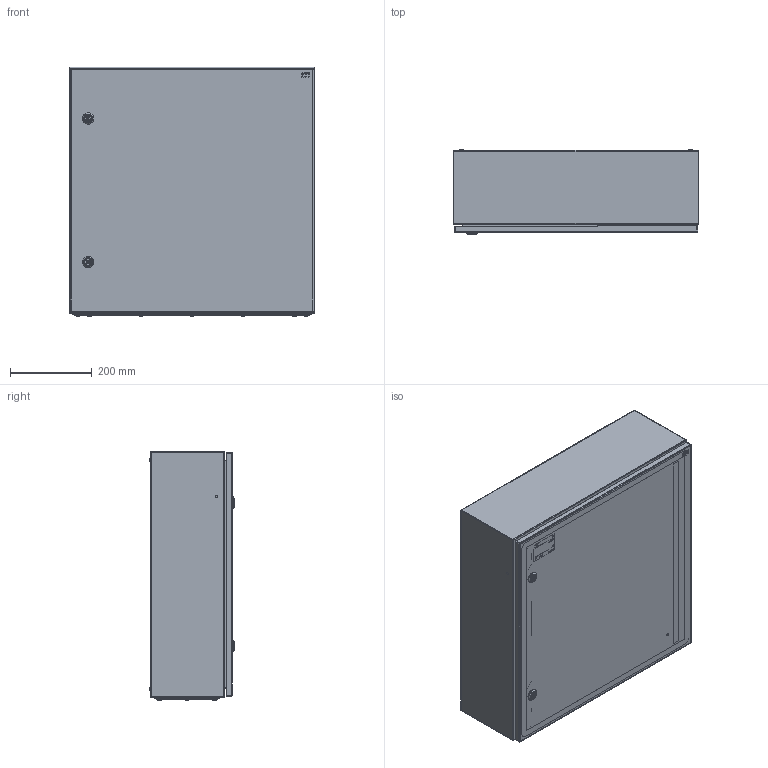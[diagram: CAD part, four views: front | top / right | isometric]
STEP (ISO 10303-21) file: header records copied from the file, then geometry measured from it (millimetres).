
FILE_DESCRIPTION((''),'2;1');
FILE_NAME('GT_60_60_20_ASM','2021-11-04T',('marketing.praksa'),('Audax d.o.o.'),'CREO PARAMETRIC BY PTC INC, 2017480','CREO PARAMETRIC BY PTC INC, 2017480','');
FILE_SCHEMA(('AUTOMOTIVE_DESIGN { 1 0 10303 214 1 1 1 1 }'));
Products named in the file (47): KOR_GT_60-60-20_1; PRZEPUST_1_2_3_4_5_6_7_8_9_1; ZAWIAS_1_2_3_4_5_6_7_8_9_1; TULEJA_1_2_3_4_5_6_7_8_9_1; PLYTA_1_2_3_4_5_6_7_8_9_1; NAKRETKA_M8_1_2_3_4_5_6_7_8_9_1; ZASLEPKA_10_7_1_2_3_4_5_6_7__12; DRZWI_1_2_3_4_5_6_7_8_9_1_42_1; DRZWI_1_2_3_4_5_6_7_8_9_1_43_1; ZAWIAS_3_ST47_002_ELEMENT-44655; ZAWIAS_3_ST47_002_ELEMENT-44656; DRZWI_1_2_3_4_5_6_7_8_9_1_44_1; DRZWI_1_2_3_4_5_6_7_8_9_1_45_1; DRZWI_1_2_3_4_5_6_7_8_9_1_46_1; 1_EB_1000-U6_H__KORPUS-44660_1; 1_EB_1000-U6_H__WK_ADKA-44661_1; 1_EB_1000-U6_H__SRUBA-44662_1; DRZWI_1_2_3_4_5_6_7_8_9_1_47_1; 1_EB_1000-U6_H__NAKR_TKA-44664_; DRZWI_1_2_3_4_5_6_7_8_9_1_48_1; 1_EB_1000-U6_H__KORPUS-44666_1; 1_EB_1000-U6_H__WK_ADKA-44667_1; 1_EB_1000-U6_H__SRUBA-44668_1; DRZWI_1_2_3_4_5_6_7_8_9_1_49_1; 1_EB_1000-U6_H__NAKR_TKA-44670_; DRZWI_1_2_3_4_5_6_7_8_9__50_1; DRZWI_1_2_3_4_5_6_7_8_9__51_1; DRZWI_1_2_3_4_5_6_7_8_9__52_1; ANSI_B27_7M_3CMI-4-44674_1; ANSI_B27_7M_3CMI-4-44675_1; DRZWI_1_2_3_4_5_6_7_8_9__54_1; ETI_LOGO_1_1_1_1_1_2_3_4_5_6_10; ETI_LOGO_2_1_1_1_1_2_3_4_5_6_10; ETI_LOGO_3_1_1_1_1_2_3_4_5_6_10; SCREWS_60-60-20_1_1; SCREWS_60-60-20_1_2; SCREWS_60-60-20_1_3; SCREWS_60-60-20_1_4; SCREWS_60-60-20_1_5; SCREWS_60-60-20_1_6 ...
Assembly tree (56 placements, depth 2):
  GT_60_60_20_ASM
    KOR_GT_60-60-20_1
    PRZEPUST_1_2_3_4_5_6_7_8_9_1
    ZAWIAS_1_2_3_4_5_6_7_8_9_1  x2
    TULEJA_1_2_3_4_5_6_7_8_9_1  x4
    PLYTA_1_2_3_4_5_6_7_8_9_1
    NAKRETKA_M8_1_2_3_4_5_6_7_8_9_1  x4
    ZASLEPKA_10_7_1_2_3_4_5_6_7__12  x4
    DRZWI_1_2_3_4_5_6_7_8_9_1_42_1
    DRZWI_1_2_3_4_5_6_7_8_9_1_43_1
    ZAWIAS_3_ST47_002_ELEMENT-44655
    ZAWIAS_3_ST47_002_ELEMENT-44656
    DRZWI_1_2_3_4_5_6_7_8_9_1_44_1
    DRZWI_1_2_3_4_5_6_7_8_9_1_45_1
    DRZWI_1_2_3_4_5_6_7_8_9_1_46_1
    1_EB_1000-U6_H__KORPUS-44660_1
    1_EB_1000-U6_H__WK_ADKA-44661_1
    1_EB_1000-U6_H__SRUBA-44662_1
    DRZWI_1_2_3_4_5_6_7_8_9_1_47_1
    1_EB_1000-U6_H__NAKR_TKA-44664_
    DRZWI_1_2_3_4_5_6_7_8_9_1_48_1
    1_EB_1000-U6_H__KORPUS-44666_1
    1_EB_1000-U6_H__WK_ADKA-44667_1
    1_EB_1000-U6_H__SRUBA-44668_1
    DRZWI_1_2_3_4_5_6_7_8_9_1_49_1
    1_EB_1000-U6_H__NAKR_TKA-44670_
    DRZWI_1_2_3_4_5_6_7_8_9__50_1
    DRZWI_1_2_3_4_5_6_7_8_9__51_1
    DRZWI_1_2_3_4_5_6_7_8_9__52_1
    ANSI_B27_7M_3CMI-4-44674_1
    ANSI_B27_7M_3CMI-4-44675_1
    DRZWI_1_2_3_4_5_6_7_8_9__54_1
    ETI_LOGO_1_1_1_1_1_2_3_4_5_6_10
    ETI_LOGO_2_1_1_1_1_2_3_4_5_6_10
    ETI_LOGO_3_1_1_1_1_2_3_4_5_6_10
    SCREWS_60-60-20_1_1
    SCREWS_60-60-20_1_2
    SCREWS_60-60-20_1_3
    SCREWS_60-60-20_1_4
    SCREWS_60-60-20_1_5
    SCREWS_60-60-20_1_6
    SCREWS_60-60-20_1_7
    SCREWS_60-60-20_1_8
    SCREWS_60-60-20_1_9
    SCREWS_60-60-20_1_10
    SCREWS_60-60-20_1_11
    SCREWS_60-60-20_1_12
Bounding box: 600 x 206.63 x 608.14 mm (x, y, z)
Volume: 2728017.1 mm3; surface area: 3481507.9 mm2
Topology: 56 solids, 56 shells, 3028 faces, 8339 edges, 5543 vertices
Faces by surface type: plane 1341, cylinder 1091, torus 172, cone 138, extrusion 136, bspline 94, sphere 56
Entity records: 110668 total; most frequent: CARTESIAN_POINT 21587, DIRECTION 13379, ORIENTED_EDGE 13154, PRESENTATION_STYLE_ASSIGNMENT 7052, STYLED_ITEM 7052, CURVE_STYLE 6577, EDGE_CURVE 6577, AXIS2_PLACEMENT_3D 4954
